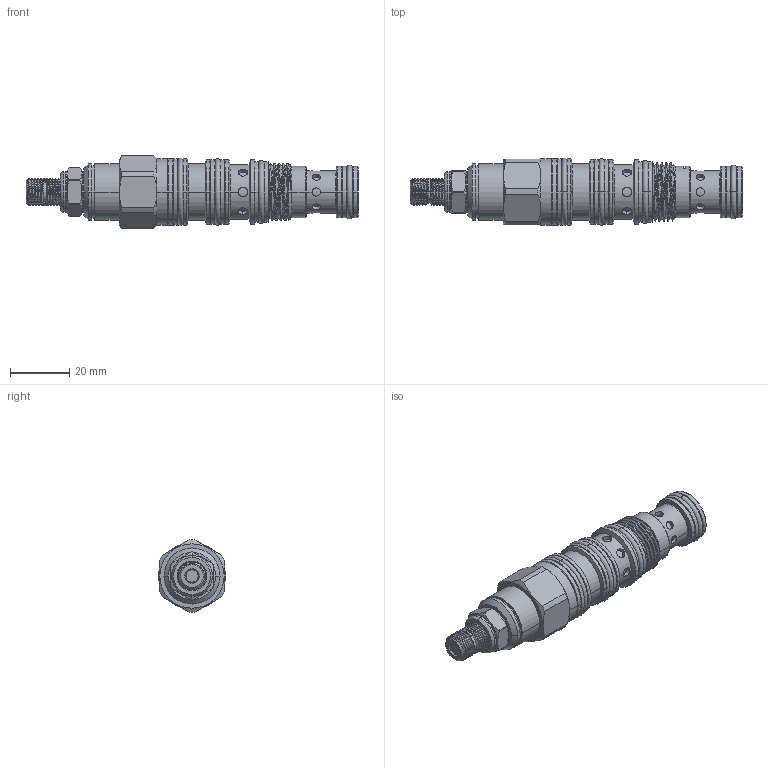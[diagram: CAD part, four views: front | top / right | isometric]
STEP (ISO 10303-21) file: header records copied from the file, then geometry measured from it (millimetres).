
FILE_DESCRIPTION (( 'STEP AP203' ), '1' );
FILE_NAME ('DP21A4Q-L.STEP', '2023-11-29T07:47:29', ( '' ), ( '' ), 'SwSTEP 2.0', 'SolidWorks 2018', '' );
FILE_SCHEMA (( 'CONFIG_CONTROL_DESIGN' ));
Length unit declared in the file: millimetre
Products named in the file (1): DP21A4Q-L
Bounding box: 112.48 x 22.97 x 24.59 mm (x, y, z)
Volume: 30017.1 mm3; surface area: 9721.3 mm2
Topology: 2 solids, 2 shells, 345 faces, 792 edges, 493 vertices
Faces by surface type: cylinder 183, plane 67, cone 47, torus 36, bspline 12
Entity records: 19905 total; most frequent: CARTESIAN_POINT 12343, ORIENTED_EDGE 1584, DIRECTION 1544, EDGE_CURVE 792, AXIS2_PLACEMENT_3D 646, VERTEX_POINT 493, EDGE_LOOP 387, FACE_OUTER_BOUND 345
